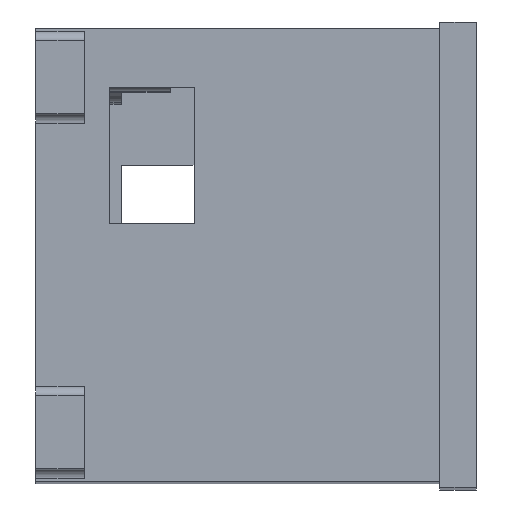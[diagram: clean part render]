
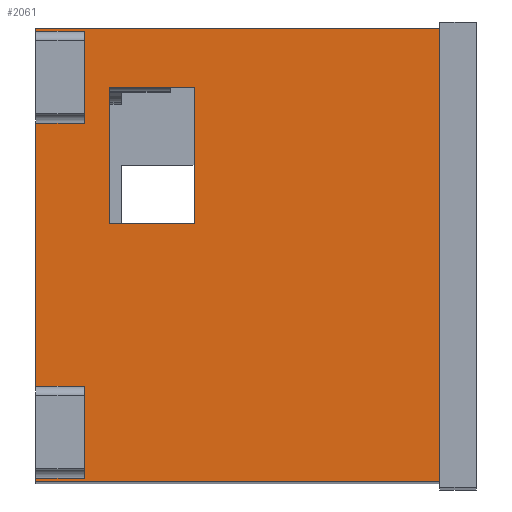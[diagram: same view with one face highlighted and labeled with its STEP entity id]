
A CAD part, top view. The second image highlights one B-rep face of the part: STEP entity #2061.
In plain terms, the highlighted planar face has unit normal (0, 0, 1).
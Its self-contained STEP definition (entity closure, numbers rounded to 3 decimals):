
#43=FACE_BOUND('',#363,.T.);
#232=FACE_OUTER_BOUND('',#362,.T.);
#362=EDGE_LOOP('',(#1605,#1606,#1607,#1608,#1609,#1610,#1611,#1612,#1613,
#1614,#1615,#1616));
#363=EDGE_LOOP('',(#1617,#1618,#1619,#1620));
#535=LINE('',#3091,#744);
#539=LINE('',#3098,#748);
#574=LINE('',#3172,#783);
#578=LINE('',#3180,#787);
#581=LINE('',#3186,#790);
#584=LINE('',#3191,#793);
#586=LINE('',#3218,#795);
#588=LINE('',#3223,#797);
#589=LINE('',#3225,#798);
#590=LINE('',#3227,#799);
#591=LINE('',#3229,#800);
#592=LINE('',#3231,#801);
#593=LINE('',#3233,#802);
#594=LINE('',#3235,#803);
#595=LINE('',#3237,#804);
#596=LINE('',#3238,#805);
#744=VECTOR('',#2467,10.);
#748=VECTOR('',#2473,10.);
#783=VECTOR('',#2532,10.);
#787=VECTOR('',#2538,10.);
#790=VECTOR('',#2543,10.);
#793=VECTOR('',#2548,10.);
#795=VECTOR('',#2578,10.);
#797=VECTOR('',#2584,10.);
#798=VECTOR('',#2585,10.);
#799=VECTOR('',#2586,10.);
#800=VECTOR('',#2587,10.);
#801=VECTOR('',#2588,10.);
#802=VECTOR('',#2589,10.);
#803=VECTOR('',#2590,10.);
#804=VECTOR('',#2591,10.);
#805=VECTOR('',#2592,10.);
#930=VERTEX_POINT('',#3088);
#931=VERTEX_POINT('',#3090);
#933=VERTEX_POINT('',#3096);
#959=VERTEX_POINT('',#3170);
#960=VERTEX_POINT('',#3171);
#963=VERTEX_POINT('',#3179);
#965=VERTEX_POINT('',#3185);
#976=VERTEX_POINT('',#3215);
#977=VERTEX_POINT('',#3217);
#979=VERTEX_POINT('',#3224);
#980=VERTEX_POINT('',#3226);
#981=VERTEX_POINT('',#3228);
#982=VERTEX_POINT('',#3230);
#983=VERTEX_POINT('',#3232);
#984=VERTEX_POINT('',#3234);
#985=VERTEX_POINT('',#3236);
#1149=EDGE_CURVE('',#931,#930,#535,.T.);
#1153=EDGE_CURVE('',#933,#930,#539,.T.);
#1188=EDGE_CURVE('',#959,#960,#574,.T.);
#1192=EDGE_CURVE('',#963,#959,#578,.T.);
#1195=EDGE_CURVE('',#965,#963,#581,.T.);
#1198=EDGE_CURVE('',#960,#965,#584,.T.);
#1209=EDGE_CURVE('',#976,#977,#586,.T.);
#1212=EDGE_CURVE('',#977,#933,#588,.T.);
#1213=EDGE_CURVE('',#976,#979,#589,.T.);
#1214=EDGE_CURVE('',#980,#979,#590,.T.);
#1215=EDGE_CURVE('',#981,#980,#591,.T.);
#1216=EDGE_CURVE('',#982,#981,#592,.T.);
#1217=EDGE_CURVE('',#982,#983,#593,.T.);
#1218=EDGE_CURVE('',#984,#983,#594,.T.);
#1219=EDGE_CURVE('',#985,#984,#595,.T.);
#1220=EDGE_CURVE('',#985,#931,#596,.T.);
#1605=ORIENTED_EDGE('',*,*,#1149,.T.);
#1606=ORIENTED_EDGE('',*,*,#1153,.F.);
#1607=ORIENTED_EDGE('',*,*,#1212,.F.);
#1608=ORIENTED_EDGE('',*,*,#1209,.F.);
#1609=ORIENTED_EDGE('',*,*,#1213,.T.);
#1610=ORIENTED_EDGE('',*,*,#1214,.F.);
#1611=ORIENTED_EDGE('',*,*,#1215,.F.);
#1612=ORIENTED_EDGE('',*,*,#1216,.F.);
#1613=ORIENTED_EDGE('',*,*,#1217,.T.);
#1614=ORIENTED_EDGE('',*,*,#1218,.F.);
#1615=ORIENTED_EDGE('',*,*,#1219,.F.);
#1616=ORIENTED_EDGE('',*,*,#1220,.T.);
#1617=ORIENTED_EDGE('',*,*,#1188,.T.);
#1618=ORIENTED_EDGE('',*,*,#1198,.T.);
#1619=ORIENTED_EDGE('',*,*,#1195,.T.);
#1620=ORIENTED_EDGE('',*,*,#1192,.T.);
#1986=PLANE('',#2197);
#2061=ADVANCED_FACE('',(#232,#43),#1986,.T.);
#2197=AXIS2_PLACEMENT_3D('',#3222,#2582,#2583);
#2467=DIRECTION('',(0.,1.,0.));
#2473=DIRECTION('',(1.,0.,0.));
#2532=DIRECTION('',(0.,-1.,0.));
#2538=DIRECTION('',(1.,0.,0.));
#2543=DIRECTION('',(0.,1.,0.));
#2548=DIRECTION('',(-1.,0.,0.));
#2578=DIRECTION('',(-1.,0.,0.));
#2582=DIRECTION('center_axis',(0.,0.,1.));
#2583=DIRECTION('ref_axis',(0.,-1.,0.));
#2584=DIRECTION('',(0.,1.,0.));
#2585=DIRECTION('',(0.,-1.,0.));
#2586=DIRECTION('',(1.,0.,0.));
#2587=DIRECTION('',(0.,1.,0.));
#2588=DIRECTION('',(-1.,0.,0.));
#2589=DIRECTION('',(0.,-1.,0.));
#2590=DIRECTION('',(1.,0.,0.));
#2591=DIRECTION('',(0.,1.,0.));
#2592=DIRECTION('',(1.,0.,0.));
#3088=CARTESIAN_POINT('',(33.,36.,121.));
#3090=CARTESIAN_POINT('',(33.,-1.,121.));
#3091=CARTESIAN_POINT('',(33.,26.75,121.));
#3096=CARTESIAN_POINT('',(0.,36.,121.));
#3098=CARTESIAN_POINT('',(5.,36.,121.));
#3170=CARTESIAN_POINT('',(13.,31.117,121.));
#3171=CARTESIAN_POINT('',(13.,20.009,121.));
#3172=CARTESIAN_POINT('',(13.,33.558,121.));
#3179=CARTESIAN_POINT('',(6.,31.117,121.));
#3180=CARTESIAN_POINT('',(5.5,31.117,121.));
#3185=CARTESIAN_POINT('',(6.,20.009,121.));
#3186=CARTESIAN_POINT('',(6.,28.005,121.));
#3191=CARTESIAN_POINT('',(9.,20.009,121.));
#3215=CARTESIAN_POINT('',(4.,35.75,121.));
#3217=CARTESIAN_POINT('',(0.,35.75,121.));
#3218=CARTESIAN_POINT('',(2.5,35.75,121.));
#3222=CARTESIAN_POINT('Origin',(5.,36.,121.));
#3223=CARTESIAN_POINT('',(0.,-1.,121.));
#3224=CARTESIAN_POINT('',(4.,28.25,121.));
#3225=CARTESIAN_POINT('',(4.,34.,121.));
#3226=CARTESIAN_POINT('',(0.,28.25,121.));
#3227=CARTESIAN_POINT('',(2.5,28.25,121.));
#3228=CARTESIAN_POINT('',(0.,6.75,121.));
#3229=CARTESIAN_POINT('',(0.,-1.,121.));
#3230=CARTESIAN_POINT('',(4.,6.75,121.));
#3231=CARTESIAN_POINT('',(2.5,6.75,121.));
#3232=CARTESIAN_POINT('',(4.,-0.75,121.));
#3233=CARTESIAN_POINT('',(4.,19.5,121.));
#3234=CARTESIAN_POINT('',(0.,-0.75,121.));
#3235=CARTESIAN_POINT('',(2.5,-0.75,121.));
#3236=CARTESIAN_POINT('',(0.,-1.,121.));
#3237=CARTESIAN_POINT('',(0.,-1.,121.));
#3238=CARTESIAN_POINT('',(5.,-1.,121.));
